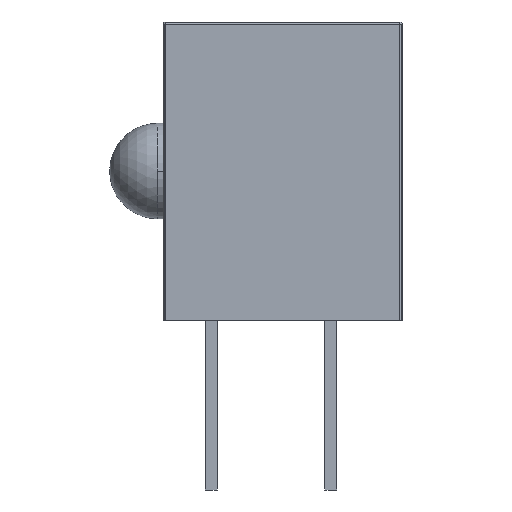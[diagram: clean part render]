
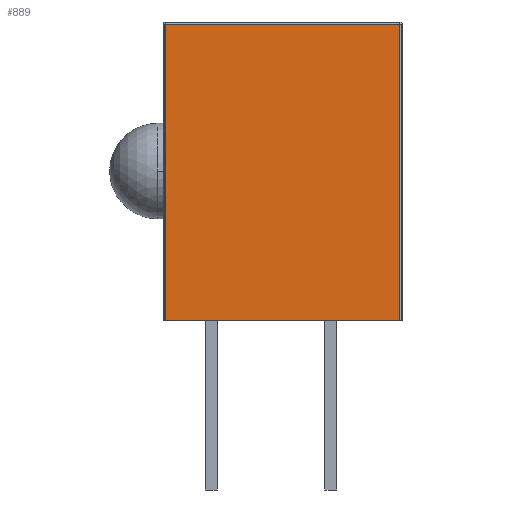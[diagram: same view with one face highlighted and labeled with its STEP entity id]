
A CAD part, front view. The second image highlights one B-rep face of the part: STEP entity #889.
In plain terms, the highlighted planar face has unit normal (0, -1, 0).
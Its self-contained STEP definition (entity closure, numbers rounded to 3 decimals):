
#542=CARTESIAN_POINT('',(-0.97,-1.27,0.0));
#543=VERTEX_POINT('',#542);
#551=CARTESIAN_POINT('',(-0.97,-1.27,6.3));
#552=VERTEX_POINT('',#551);
#553=CARTESIAN_POINT('',(-0.97,-1.27,0.0));
#554=DIRECTION('',(0.0,0.0,1.0));
#555=VECTOR('',#554,6.3);
#556=LINE('',#553,#555);
#557=EDGE_CURVE('',#543,#552,#556,.T.);
#651=CARTESIAN_POINT('',(4.01,-1.27,6.3));
#652=VERTEX_POINT('',#651);
#737=CARTESIAN_POINT('',(-0.97,-1.27,6.3));
#738=DIRECTION('',(1.0,0.0,0.0));
#739=VECTOR('',#738,4.98);
#740=LINE('',#737,#739);
#741=EDGE_CURVE('',#552,#652,#740,.T.);
#771=CARTESIAN_POINT('',(4.01,-1.27,0.0));
#772=VERTEX_POINT('',#771);
#773=CARTESIAN_POINT('',(4.01,-1.27,6.3));
#774=DIRECTION('',(0.0,0.0,-1.0));
#775=VECTOR('',#774,6.3);
#776=LINE('',#773,#775);
#777=EDGE_CURVE('',#652,#772,#776,.T.);
#873=CARTESIAN_POINT('',(4.06,-1.27,0.0));
#874=DIRECTION('',(0.0,-1.0,0.0));
#875=DIRECTION('',(0.0,0.0,-1.0));
#876=AXIS2_PLACEMENT_3D('',#873,#874,#875);
#877=PLANE('',#876);
#878=ORIENTED_EDGE('',*,*,#777,.F.);
#879=ORIENTED_EDGE('',*,*,#741,.F.);
#880=ORIENTED_EDGE('',*,*,#557,.F.);
#881=CARTESIAN_POINT('',(4.01,-1.27,0.0));
#882=DIRECTION('',(-1.0,0.0,0.0));
#883=VECTOR('',#882,4.98);
#884=LINE('',#881,#883);
#885=EDGE_CURVE('',#772,#543,#884,.T.);
#886=ORIENTED_EDGE('',*,*,#885,.F.);
#887=EDGE_LOOP('',(#878,#879,#880,#886));
#888=FACE_OUTER_BOUND('',#887,.T.);
#889=ADVANCED_FACE('',(#888),#877,.T.);
